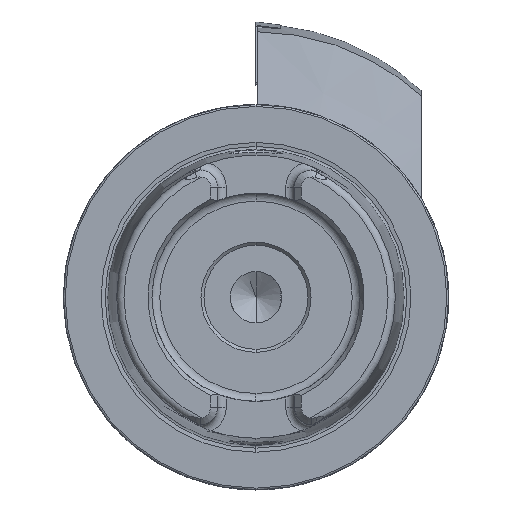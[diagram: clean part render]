
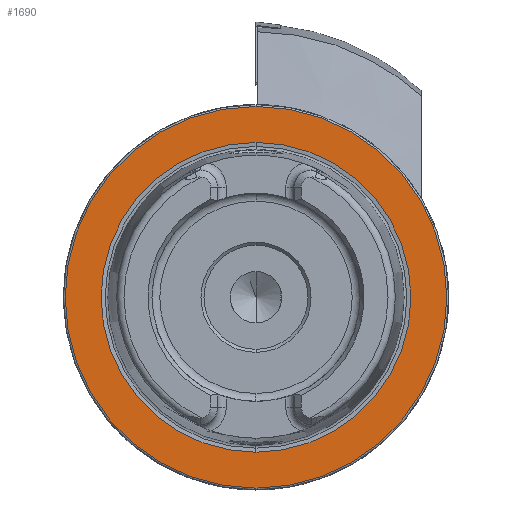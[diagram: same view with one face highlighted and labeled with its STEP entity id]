
A CAD part, left-side view. The second image highlights one B-rep face of the part: STEP entity #1690.
In plain terms, the highlighted planar face has unit normal (-1, 0, 0).
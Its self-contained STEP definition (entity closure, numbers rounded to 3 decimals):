
#218 = VERTEX_POINT ( 'NONE', #363 ) ;
#223 = VERTEX_POINT ( 'NONE', #9812 ) ;
#225 = VERTEX_POINT ( 'NONE', #9814 ) ;
#226 = VERTEX_POINT ( 'NONE', #9815 ) ;
#363 = CARTESIAN_POINT ( 'NONE',  ( 0., 0., -25.324 ) ) ;
#785 = FACE_OUTER_BOUND ( 'NONE', #9611, .T. ) ;
#787 = FACE_BOUND ( 'NONE', #9704, .T. ) ;
#1690 = ADVANCED_FACE ( 'NONE', ( #787, #785 ), #1838, .F. ) ;
#1830 = CARTESIAN_POINT ( 'NONE',  ( 0., 31.2, 0. ) ) ;
#1838 = PLANE ( 'NONE',  #3349 ) ;
#1840 = DIRECTION ( 'NONE',  ( 1., 0., 0. ) ) ;
#1841 = DIRECTION ( 'NONE',  ( 0., 0., -1. ) ) ;
#1936 = AXIS2_PLACEMENT_3D ( 'NONE', #7621, #7622, #7623 ) ;
#1937 = AXIS2_PLACEMENT_3D ( 'NONE', #7624, #7625, #7626 ) ;
#3201 = CIRCLE ( 'NONE', #4516, 25.324 ) ;
#3217 = CIRCLE ( 'NONE', #4519, 31.2 ) ;
#3349 = AXIS2_PLACEMENT_3D ( 'NONE', #1830, #1840, #1841 ) ;
#4516 = AXIS2_PLACEMENT_3D ( 'NONE', #8602, #8603, #8604 ) ;
#4519 = AXIS2_PLACEMENT_3D ( 'NONE', #8611, #8612, #8613 ) ;
#4871 = EDGE_CURVE ( 'NONE', #226, #225, #7271, .T. ) ;
#4873 = EDGE_CURVE ( 'NONE', #223, #218, #7272, .T. ) ;
#6984 = ORIENTED_EDGE ( 'NONE', *, *, #4873, .F. ) ;
#6985 = ORIENTED_EDGE ( 'NONE', *, *, #11204, .F. ) ;
#6986 = ORIENTED_EDGE ( 'NONE', *, *, #11208, .T. ) ;
#6987 = ORIENTED_EDGE ( 'NONE', *, *, #4871, .T. ) ;
#7271 = CIRCLE ( 'NONE', #1936, 31.2 ) ;
#7272 = CIRCLE ( 'NONE', #1937, 25.324 ) ;
#7621 = CARTESIAN_POINT ( 'NONE',  ( 0., 0., 0. ) ) ;
#7622 = DIRECTION ( 'NONE',  ( -1., 0., 0. ) ) ;
#7623 = DIRECTION ( 'NONE',  ( 0., 0., 1. ) ) ;
#7624 = CARTESIAN_POINT ( 'NONE',  ( 0., 0., 0. ) ) ;
#7625 = DIRECTION ( 'NONE',  ( -1., 0., 0. ) ) ;
#7626 = DIRECTION ( 'NONE',  ( 0., 0., 1. ) ) ;
#8602 = CARTESIAN_POINT ( 'NONE',  ( 0., 0., 0. ) ) ;
#8603 = DIRECTION ( 'NONE',  ( -1., 0., 0. ) ) ;
#8604 = DIRECTION ( 'NONE',  ( 0., 0., 1. ) ) ;
#8611 = CARTESIAN_POINT ( 'NONE',  ( 0., 0., 0. ) ) ;
#8612 = DIRECTION ( 'NONE',  ( -1., 0., 0. ) ) ;
#8613 = DIRECTION ( 'NONE',  ( 0., 0., 1. ) ) ;
#9611 = EDGE_LOOP ( 'NONE', ( #6986, #6987 ) ) ;
#9704 = EDGE_LOOP ( 'NONE', ( #6984, #6985 ) ) ;
#9812 = CARTESIAN_POINT ( 'NONE',  ( 0., 0., 25.324 ) ) ;
#9814 = CARTESIAN_POINT ( 'NONE',  ( 0., 0., 31.2 ) ) ;
#9815 = CARTESIAN_POINT ( 'NONE',  ( 0., 0., -31.2 ) ) ;
#11204 = EDGE_CURVE ( 'NONE', #218, #223, #3201, .T. ) ;
#11208 = EDGE_CURVE ( 'NONE', #225, #226, #3217, .T. ) ;
